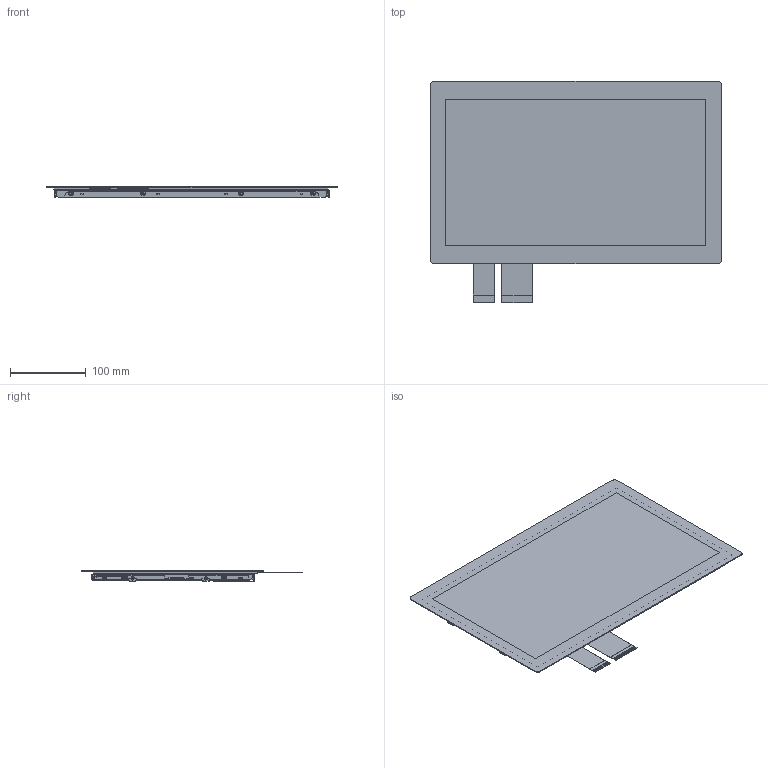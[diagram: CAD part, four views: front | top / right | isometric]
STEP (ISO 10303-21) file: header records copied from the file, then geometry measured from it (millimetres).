
FILE_DESCRIPTION(/* description */ (''),/* implementation_level */ '2;1');
FILE_NAME(/* name */ 'HP_TK-SPA156FH-01.stp',/* time_stamp */ '2023-06-27T14:42:02+09:00',/* author */ ('KIKOU-CAD3'),/* organization */ (''),/* preprocessor_version */ 'ST-DEVELOPER v18.1',/* originating_system */ 'Autodesk Inventor 2020',/* authorisation */ '');
FILE_SCHEMA (('AUTOMOTIVE_DESIGN { 1 0 10303 214 3 1 1 }'));
Products named in the file (1): HP_TK-SPA156FH-01_Parts
Bounding box: 386.2 x 292.8 x 14.02 mm (x, y, z)
Volume: 412368.9 mm3; surface area: 573937 mm2
Topology: 1 solids, 1 shells, 5158 faces, 14570 edges, 9212 vertices
Faces by surface type: plane 3342, cylinder 1488, bspline 203, cone 72, torus 36, sphere 17
Full cylindrical faces by diameter (mm): 0.5 x2, 0.9 x4, 2.5 x4, 2.6 x4, 3.05 x4, 4 x4, 4.2 x4, 4.5 x3
Entity records: 188881 total; most frequent: CARTESIAN_POINT 54221, ORIENTED_EDGE 29116, DIRECTION 27151, EDGE_CURVE 14558, LINE 10839, VECTOR 10839, VERTEX_POINT 9212, AXIS2_PLACEMENT_3D 8156
